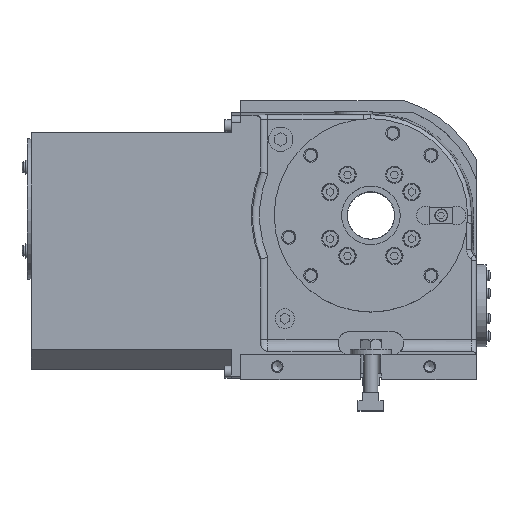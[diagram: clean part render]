
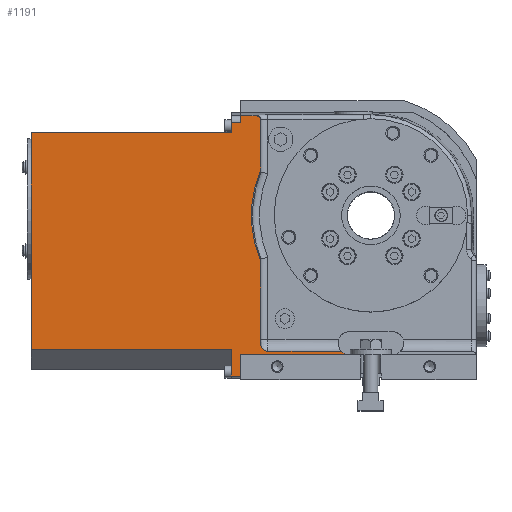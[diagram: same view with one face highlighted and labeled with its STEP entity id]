
A CAD part, top view. The second image highlights one B-rep face of the part: STEP entity #1191.
In plain terms, the highlighted planar face has unit normal (0, 0, 1).
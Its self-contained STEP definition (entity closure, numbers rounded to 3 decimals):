
#1191 = ADVANCED_FACE( '', ( #3108 ), #3109, .F. );
#3108 = FACE_OUTER_BOUND( '', #5994, .T. );
#3109 = PLANE( '', #5995 );
#5994 = EDGE_LOOP( '', ( #10312, #10313, #10314, #10315, #10316, #10317, #10318, #10319, #10320, #10321, #10322, #10323, #10324, #10325, #10326, #10327, #10328, #10329 ) );
#5995 = AXIS2_PLACEMENT_3D( '', #10330, #10331, #10332 );
#10312 = ORIENTED_EDGE( '', *, *, #16392, .T. );
#10313 = ORIENTED_EDGE( '', *, *, #16393, .T. );
#10314 = ORIENTED_EDGE( '', *, *, #16394, .F. );
#10315 = ORIENTED_EDGE( '', *, *, #16395, .T. );
#10316 = ORIENTED_EDGE( '', *, *, #16375, .T. );
#10317 = ORIENTED_EDGE( '', *, *, #15864, .F. );
#10318 = ORIENTED_EDGE( '', *, *, #16202, .T. );
#10319 = ORIENTED_EDGE( '', *, *, #16396, .T. );
#10320 = ORIENTED_EDGE( '', *, *, #16397, .F. );
#10321 = ORIENTED_EDGE( '', *, *, #16398, .T. );
#10322 = ORIENTED_EDGE( '', *, *, #16399, .T. );
#10323 = ORIENTED_EDGE( '', *, *, #16400, .F. );
#10324 = ORIENTED_EDGE( '', *, *, #16401, .T. );
#10325 = ORIENTED_EDGE( '', *, *, #16402, .T. );
#10326 = ORIENTED_EDGE( '', *, *, #16403, .T. );
#10327 = ORIENTED_EDGE( '', *, *, #16404, .F. );
#10328 = ORIENTED_EDGE( '', *, *, #16405, .F. );
#10329 = ORIENTED_EDGE( '', *, *, #16129, .T. );
#10330 = CARTESIAN_POINT( '', ( -111., 85., 37. ) );
#10331 = DIRECTION( '', ( 0., 0., -1. ) );
#10332 = DIRECTION( '', ( 0., 1., 0. ) );
#15864 = EDGE_CURVE( '', #18582, #18583, #18584, .T. );
#16129 = EDGE_CURVE( '', #19041, #19039, #19042, .T. );
#16202 = EDGE_CURVE( '', #18582, #19165, #19166, .T. );
#16375 = EDGE_CURVE( '', #19439, #18583, #19448, .T. );
#16392 = EDGE_CURVE( '', #19039, #19474, #19475, .T. );
#16393 = EDGE_CURVE( '', #19474, #19476, #19477, .F. );
#16394 = EDGE_CURVE( '', #19478, #19476, #19479, .T. );
#16395 = EDGE_CURVE( '', #19478, #19439, #19480, .T. );
#16396 = EDGE_CURVE( '', #19165, #19481, #19482, .T. );
#16397 = EDGE_CURVE( '', #19483, #19481, #19484, .T. );
#16398 = EDGE_CURVE( '', #19483, #19485, #19486, .T. );
#16399 = EDGE_CURVE( '', #19485, #19487, #19488, .F. );
#16400 = EDGE_CURVE( '', #19489, #19487, #19490, .T. );
#16401 = EDGE_CURVE( '', #19489, #19491, #19492, .T. );
#16402 = EDGE_CURVE( '', #19491, #19493, #19494, .T. );
#16403 = EDGE_CURVE( '', #19493, #19495, #19496, .T. );
#16404 = EDGE_CURVE( '', #19497, #19495, #19498, .T. );
#16405 = EDGE_CURVE( '', #19041, #19497, #19499, .T. );
#18582 = VERTEX_POINT( '', #22545 );
#18583 = VERTEX_POINT( '', #22546 );
#18584 = LINE( '', #22547, #22548 );
#19039 = VERTEX_POINT( '', #23210 );
#19041 = VERTEX_POINT( '', #23213 );
#19042 = LINE( '', #23214, #23215 );
#19165 = VERTEX_POINT( '', #23383 );
#19166 = CIRCLE( '', #23384, 6. );
#19439 = VERTEX_POINT( '', #23776 );
#19448 = CIRCLE( '', #23812, 10. );
#19474 = VERTEX_POINT( '', #23877 );
#19475 = LINE( '', #23878, #23879 );
#19476 = VERTEX_POINT( '', #23880 );
#19477 = LINE( '', #23881, #23882 );
#19478 = VERTEX_POINT( '', #23883 );
#19479 = LINE( '', #23884, #23885 );
#19480 = LINE( '', #23886, #23887 );
#19481 = VERTEX_POINT( '', #23888 );
#19482 = LINE( '', #23889, #23890 );
#19483 = VERTEX_POINT( '', #23891 );
#19484 = CIRCLE( '', #23892, 102. );
#19485 = VERTEX_POINT( '', #23893 );
#19486 = LINE( '', #23894, #23895 );
#19487 = VERTEX_POINT( '', #23896 );
#19488 = ELLIPSE( '', #23897, 4.002, 4. );
#19489 = VERTEX_POINT( '', #23898 );
#19490 = LINE( '', #23899, #23900 );
#19491 = VERTEX_POINT( '', #23901 );
#19492 = LINE( '', #23902, #23903 );
#19493 = VERTEX_POINT( '', #23904 );
#19494 = LINE( '', #23905, #23906 );
#19495 = VERTEX_POINT( '', #23907 );
#19496 = LINE( '', #23908, #23909 );
#19497 = VERTEX_POINT( '', #23910 );
#19498 = LINE( '', #23911, #23912 );
#19499 = LINE( '', #23913, #23914 );
#22545 = CARTESIAN_POINT( '', ( -88., -116., 37. ) );
#22546 = CARTESIAN_POINT( '', ( -25.141, -116., 37. ) );
#22547 = CARTESIAN_POINT( '', ( -111., -116., 37. ) );
#22548 = VECTOR( '', #27829, 1000. );
#23210 = CARTESIAN_POINT( '', ( -119., -114.5, 37. ) );
#23213 = CARTESIAN_POINT( '', ( -290., -114.5, 37. ) );
#23214 = CARTESIAN_POINT( '', ( -290., -114.5, 37. ) );
#23215 = VECTOR( '', #28176, 1000. );
#23383 = CARTESIAN_POINT( '', ( -94., -110., 37. ) );
#23384 = AXIS2_PLACEMENT_3D( '', #28255, #28256, #28257 );
#23776 = CARTESIAN_POINT( '', ( -18., -119., 37. ) );
#23812 = AXIS2_PLACEMENT_3D( '', #28454, #28455, #28456 );
#23877 = CARTESIAN_POINT( '', ( -119., -137., 37. ) );
#23878 = CARTESIAN_POINT( '', ( -119., 85., 37. ) );
#23879 = VECTOR( '', #28473, 1000. );
#23880 = CARTESIAN_POINT( '', ( -111., -137., 37. ) );
#23881 = CARTESIAN_POINT( '', ( -111., -137., 37. ) );
#23882 = VECTOR( '', #28474, 1000. );
#23883 = CARTESIAN_POINT( '', ( -111., -119., 37. ) );
#23884 = CARTESIAN_POINT( '', ( -111., 85., 37. ) );
#23885 = VECTOR( '', #28475, 1000. );
#23886 = CARTESIAN_POINT( '', ( -111., -119., 37. ) );
#23887 = VECTOR( '', #28476, 1000. );
#23888 = CARTESIAN_POINT( '', ( -94., -39.598, 37. ) );
#23889 = CARTESIAN_POINT( '', ( -94., -116., 37. ) );
#23890 = VECTOR( '', #28477, 1000. );
#23891 = CARTESIAN_POINT( '', ( -94., 39.598, 37. ) );
#23892 = AXIS2_PLACEMENT_3D( '', #28478, #28479, #28480 );
#23893 = CARTESIAN_POINT( '', ( -94., 80.998, 37. ) );
#23894 = CARTESIAN_POINT( '', ( -94., -116., 37. ) );
#23895 = VECTOR( '', #28481, 1000. );
#23896 = CARTESIAN_POINT( '', ( -98., 85., 37. ) );
#23897 = AXIS2_PLACEMENT_3D( '', #28482, #28483, #28484 );
#23898 = CARTESIAN_POINT( '', ( -111., 85., 37. ) );
#23899 = CARTESIAN_POINT( '', ( -111., 85., 37. ) );
#23900 = VECTOR( '', #28485, 1000. );
#23901 = CARTESIAN_POINT( '', ( -111., 79.136, 37. ) );
#23902 = CARTESIAN_POINT( '', ( -111., 98., 37. ) );
#23903 = VECTOR( '', #28486, 1000. );
#23904 = CARTESIAN_POINT( '', ( -119., 79.136, 37. ) );
#23905 = CARTESIAN_POINT( '', ( -111., 79.136, 37. ) );
#23906 = VECTOR( '', #28487, 1000. );
#23907 = CARTESIAN_POINT( '', ( -119., 70.5, 37. ) );
#23908 = CARTESIAN_POINT( '', ( -119., 85., 37. ) );
#23909 = VECTOR( '', #28488, 1000. );
#23910 = CARTESIAN_POINT( '', ( -290., 70.5, 37. ) );
#23911 = CARTESIAN_POINT( '', ( -290., 70.5, 37. ) );
#23912 = VECTOR( '', #28489, 1000. );
#23913 = CARTESIAN_POINT( '', ( -290., -114.5, 37. ) );
#23914 = VECTOR( '', #28490, 1000. );
#27829 = DIRECTION( '', ( 1., 0., 0. ) );
#28176 = DIRECTION( '', ( 1., 0., 0. ) );
#28255 = CARTESIAN_POINT( '', ( -88., -110., 37. ) );
#28256 = DIRECTION( '', ( 0., 0., -1. ) );
#28257 = DIRECTION( '', ( -1., 0., 0. ) );
#28454 = CARTESIAN_POINT( '', ( -18., -109., 37. ) );
#28455 = DIRECTION( '', ( 0., 0., -1. ) );
#28456 = DIRECTION( '', ( -1., 0., 0. ) );
#28473 = DIRECTION( '', ( 0., -1., 0. ) );
#28474 = DIRECTION( '', ( -1., 0., 0. ) );
#28475 = DIRECTION( '', ( 0., -1., 0. ) );
#28476 = DIRECTION( '', ( 1., 0., 0. ) );
#28477 = DIRECTION( '', ( 0., 1., 0. ) );
#28478 = CARTESIAN_POINT( '', ( 0., 0., 37. ) );
#28479 = DIRECTION( '', ( 0., 0., 1. ) );
#28480 = DIRECTION( '', ( 1., 0., 0. ) );
#28481 = DIRECTION( '', ( 0., 1., 0. ) );
#28482 = CARTESIAN_POINT( '', ( -98., 80.998, 37. ) );
#28483 = DIRECTION( '', ( 0., 0., -1. ) );
#28484 = DIRECTION( '', ( 0., -1., 0. ) );
#28485 = DIRECTION( '', ( 1., 0., 0. ) );
#28486 = DIRECTION( '', ( 0., -1., 0. ) );
#28487 = DIRECTION( '', ( -1., 0., 0. ) );
#28488 = DIRECTION( '', ( 0., -1., 0. ) );
#28489 = DIRECTION( '', ( 1., 0., 0. ) );
#28490 = DIRECTION( '', ( 0., 1., 0. ) );
